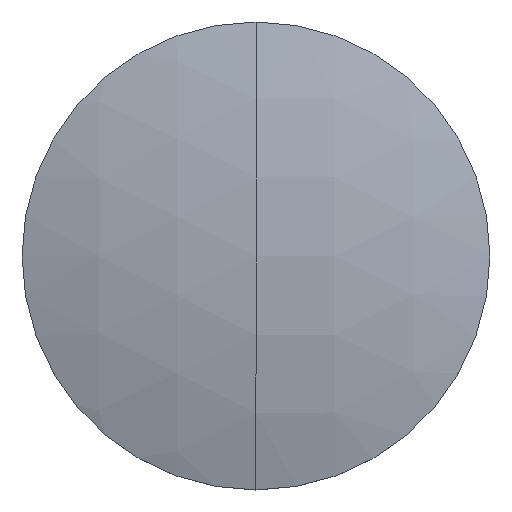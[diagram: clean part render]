
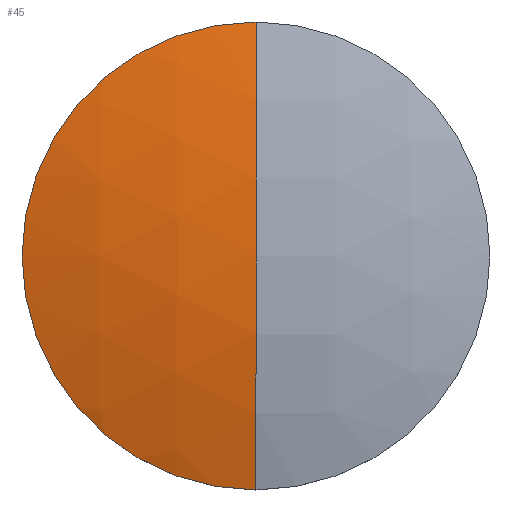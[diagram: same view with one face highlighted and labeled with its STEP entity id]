
A CAD part, top view. The second image highlights one B-rep face of the part: STEP entity #45.
In plain terms, the highlighted spherical face has radius 90.13 mm.
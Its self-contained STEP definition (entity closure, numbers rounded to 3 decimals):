
#5 = EDGE_LOOP ( 'NONE', ( #6, #38, #48, #67 ) ) ;
#6 = ORIENTED_EDGE ( 'NONE', *, *, #7, .T. ) ;
#7 = EDGE_CURVE ( 'NONE', #16, #17, #25, .T. ) ;
#16 = VERTEX_POINT ( 'NONE', #114 ) ;
#17 = VERTEX_POINT ( 'NONE', #113 ) ;
#22 = DIRECTION ( 'NONE',  ( 1., 0., 0. ) ) ;
#23 = DIRECTION ( 'NONE',  ( 0., 0., 1. ) ) ;
#24 = AXIS2_PLACEMENT_3D ( 'NONE', #54, #23, #22 ) ;
#25 = CIRCLE ( 'NONE', #24, 25.4 ) ;
#38 = ORIENTED_EDGE ( 'NONE', *, *, #60, .T. ) ;
#45 = ADVANCED_FACE ( 'NONE', ( #147 ), #196, .T. ) ;
#48 = ORIENTED_EDGE ( 'NONE', *, *, #73, .F. ) ;
#49 = VERTEX_POINT ( 'NONE', #204 ) ;
#54 = CARTESIAN_POINT ( 'NONE',  ( 0., 0., -0.328 ) ) ;
#60 = EDGE_CURVE ( 'NONE', #17, #72, #184, .T. ) ;
#67 = ORIENTED_EDGE ( 'NONE', *, *, #68, .T. ) ;
#68 = EDGE_CURVE ( 'NONE', #49, #16, #179, .T. ) ;
#72 = VERTEX_POINT ( 'NONE', #217 ) ;
#73 = EDGE_CURVE ( 'NONE', #49, #72, #216, .T. ) ;
#113 = CARTESIAN_POINT ( 'NONE',  ( 0., -25.4, -0.328 ) ) ;
#114 = CARTESIAN_POINT ( 'NONE',  ( -25.4, 0., -0.328 ) ) ;
#147 = FACE_OUTER_BOUND ( 'NONE', #5, .T. ) ;
#175 = DIRECTION ( 'NONE',  ( 1., 0., 0. ) ) ;
#176 = DIRECTION ( 'NONE',  ( 0., 0., 1. ) ) ;
#177 = CARTESIAN_POINT ( 'NONE',  ( 0., 0., -0.328 ) ) ;
#178 = AXIS2_PLACEMENT_3D ( 'NONE', #177, #176, #175 ) ;
#179 = CIRCLE ( 'NONE', #178, 25.4 ) ;
#180 = DIRECTION ( 'NONE',  ( 0., -1., 0. ) ) ;
#181 = DIRECTION ( 'NONE',  ( -1., 0., 0. ) ) ;
#182 = CARTESIAN_POINT ( 'NONE',  ( 0., 0., -86.805 ) ) ;
#183 = AXIS2_PLACEMENT_3D ( 'NONE', #182, #181, #180 ) ;
#184 = CIRCLE ( 'NONE', #183, 90.13 ) ;
#195 = DIRECTION ( 'NONE',  ( 0., 1., 0. ) ) ;
#196 = SPHERICAL_SURFACE ( 'NONE', #205, 90.13 ) ;
#197 = DIRECTION ( 'NONE',  ( -1., 0., 0. ) ) ;
#204 = CARTESIAN_POINT ( 'NONE',  ( 0., 25.4, -0.328 ) ) ;
#205 = AXIS2_PLACEMENT_3D ( 'NONE', #206, #197, #195 ) ;
#206 = CARTESIAN_POINT ( 'NONE',  ( 0., 0., -86.805 ) ) ;
#212 = DIRECTION ( 'NONE',  ( 0., 0., -1. ) ) ;
#213 = DIRECTION ( 'NONE',  ( 1., 0., 0. ) ) ;
#214 = CARTESIAN_POINT ( 'NONE',  ( 0., 0., -86.805 ) ) ;
#215 = AXIS2_PLACEMENT_3D ( 'NONE', #214, #213, #212 ) ;
#216 = CIRCLE ( 'NONE', #215, 90.13 ) ;
#217 = CARTESIAN_POINT ( 'NONE',  ( 0., 0., 3.325 ) ) ;
